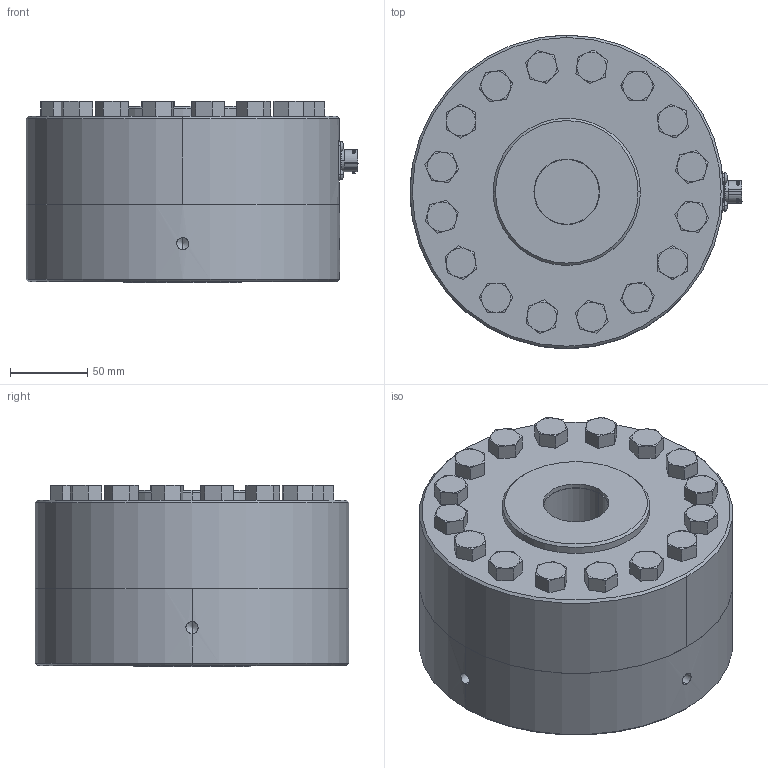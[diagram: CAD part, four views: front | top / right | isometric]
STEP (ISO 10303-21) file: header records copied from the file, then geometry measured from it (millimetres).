
FILE_DESCRIPTION (( 'STEP AP203' ), '1' );
FILE_NAME ('Interface 1032-225KN-B.STEP', '2011-06-08T22:34:49', ( ' ' ), ( '' ), 'SwSTEP 2.0', 'SolidWorks 2002349', '' );
FILE_SCHEMA (( 'CONFIG_CONTROL_DESIGN' ));
Length unit declared in the file: inch
Products named in the file (1): Interface 1032-225KN-B
Bounding box: 215.12 x 203.15 x 117.75 mm (x, y, z)
Volume: 3432931 mm3; surface area: 159649.5 mm2
Topology: 1 solids, 1 shells, 435 faces, 1016 edges, 624 vertices
Faces by surface type: plane 191, cone 139, cylinder 80, bspline 22, sphere 3
Entity records: 13702 total; most frequent: CARTESIAN_POINT 4305, ORIENTED_EDGE 2016, DIRECTION 1795, EDGE_CURVE 1008, AXIS2_PLACEMENT_3D 698, VERTEX_POINT 624, EDGE_LOOP 484, ADVANCED_FACE 435
